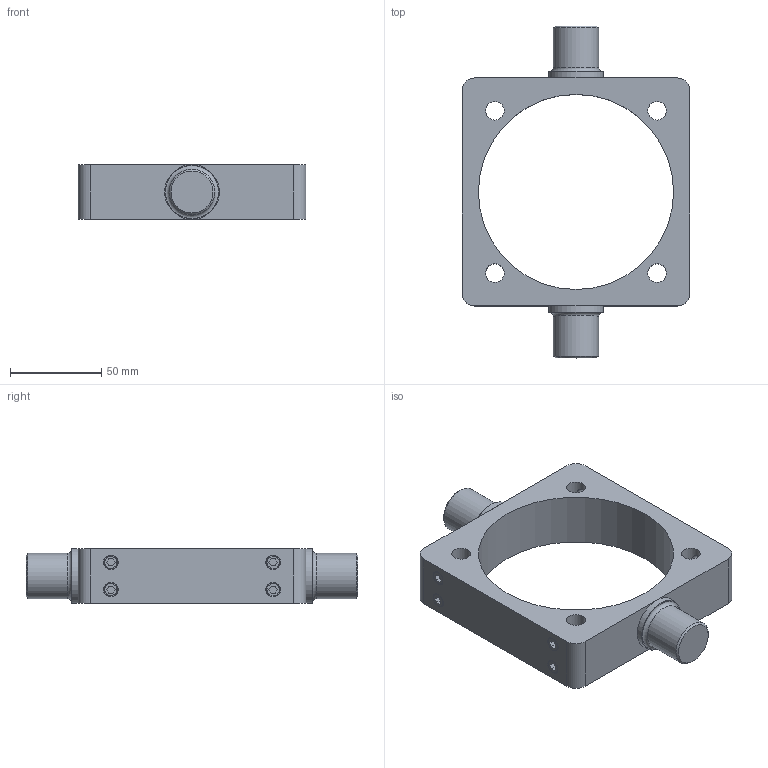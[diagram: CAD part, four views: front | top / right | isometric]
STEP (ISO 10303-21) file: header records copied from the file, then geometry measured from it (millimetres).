
FILE_DESCRIPTION((''),'2;1');
FILE_NAME('CERI100XR.stp','2014-09-25T15:27:17',('pc6'),(''),'Autodesk Inventor 2011','Autodesk Inventor 2011','');
FILE_SCHEMA(('AUTOMOTIVE_DESIGN { 1 0 10303 214 1 1 1 1 }'));
Length unit declared in the file: millimetre
Products named in the file (3): CERI100XR; CERI100XR_1; GRM810
Assembly tree (9 placements, depth 2):
  CERI100XR
    CERI100XR_1
    GRM810  x8
Bounding box: 125 x 182 x 30 mm (x, y, z)
Volume: 216411.7 mm3; surface area: 49624.3 mm2
Topology: 9 solids, 9 shells, 141 faces, 331 edges, 214 vertices
Faces by surface type: plane 84, cylinder 29, cone 26, torus 2
Full cylindrical faces by diameter (mm): 6.647 x8, 8 x8, 10.25 x4, 25 x2, 30 x2, 107 x1
Entity records: 1874 total; most frequent: CARTESIAN_POINT 511, DIRECTION 280, ORIENTED_EDGE 196, AXIS2_PLACEMENT_3D 121, EDGE_LOOP 118, EDGE_CURVE 98, VERTEX_POINT 80, FACE_BOUND 61
